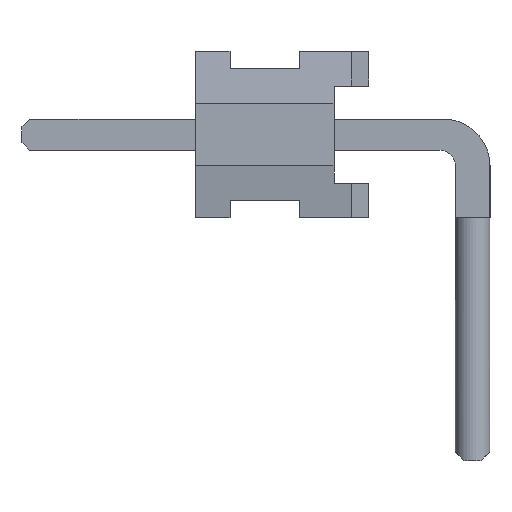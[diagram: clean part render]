
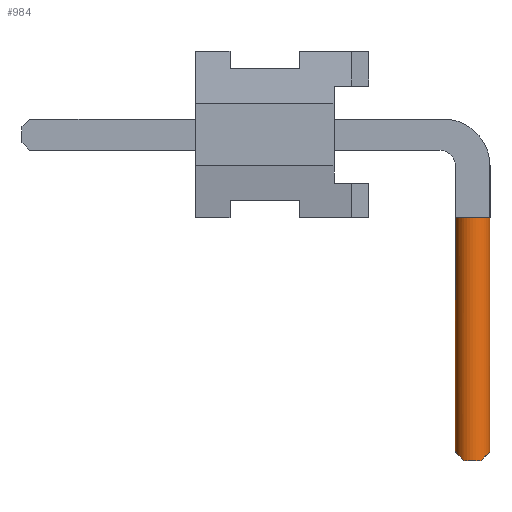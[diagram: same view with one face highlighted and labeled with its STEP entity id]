
A CAD part, left-side view. The second image highlights one B-rep face of the part: STEP entity #984.
In plain terms, the highlighted cylindrical face has radius 0.254 mm (diameter 0.508 mm), a full revolution.
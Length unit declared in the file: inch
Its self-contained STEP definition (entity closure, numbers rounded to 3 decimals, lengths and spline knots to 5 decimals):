
#984 = ADVANCED_FACE( '', ( #2085, #2086 ), #2087, .T. );
#2085 = FACE_OUTER_BOUND( '', #3301, .T. );
#2086 = FACE_OUTER_BOUND( '', #3302, .T. );
#2087 = CYLINDRICAL_SURFACE( '', #3303, 0.01 );
#3301 = EDGE_LOOP( '', ( #6187, #6188, #6189, #6190 ) );
#3302 = EDGE_LOOP( '', ( #6191, #6192, #6193, #6194 ) );
#3303 = AXIS2_PLACEMENT_3D( '', #6195, #6196, #6197 );
#6187 = ORIENTED_EDGE( '', *, *, #8701, .T. );
#6188 = ORIENTED_EDGE( '', *, *, #7919, .T. );
#6189 = ORIENTED_EDGE( '', *, *, #8702, .T. );
#6190 = ORIENTED_EDGE( '', *, *, #8703, .T. );
#6191 = ORIENTED_EDGE( '', *, *, #7923, .F. );
#6192 = ORIENTED_EDGE( '', *, *, #8704, .F. );
#6193 = ORIENTED_EDGE( '', *, *, #8705, .F. );
#6194 = ORIENTED_EDGE( '', *, *, #7499, .F. );
#6195 = CARTESIAN_POINT( '', ( -0.15, -0.06, -0.236 ) );
#6196 = DIRECTION( '', ( 0., 0., -1. ) );
#6197 = DIRECTION( '', ( 1., 0., 0. ) );
#7499 = EDGE_CURVE( '', #9018, #9019, #9020, .T. );
#7919 = EDGE_CURVE( '', #9755, #9756, #9757, .T. );
#7923 = EDGE_CURVE( '', #9760, #9018, #9763, .T. );
#8701 = EDGE_CURVE( '', #10890, #9755, #10891, .T. );
#8702 = EDGE_CURVE( '', #9756, #10892, #10893, .T. );
#8703 = EDGE_CURVE( '', #10892, #10890, #10894, .T. );
#8704 = EDGE_CURVE( '', #9824, #9760, #10895, .T. );
#8705 = EDGE_CURVE( '', #9019, #9824, #10896, .T. );
#9018 = VERTEX_POINT( '', #11259 );
#9019 = VERTEX_POINT( '', #11260 );
#9020 = CIRCLE( '', #11261, 0.01 );
#9755 = VERTEX_POINT( '', #12322 );
#9756 = VERTEX_POINT( '', #12323 );
#9757 = ELLIPSE( '', #12324, 0.01414, 0.01 );
#9760 = VERTEX_POINT( '', #12328 );
#9763 = CIRCLE( '', #12332, 0.01 );
#9824 = VERTEX_POINT( '', #12415 );
#10890 = VERTEX_POINT( '', #14000 );
#10891 = CIRCLE( '', #14001, 0.01 );
#10892 = VERTEX_POINT( '', #14002 );
#10893 = CIRCLE( '', #14003, 0.01 );
#10894 = ELLIPSE( '', #14004, 0.01414, 0.01 );
#10895 = CIRCLE( '', #14005, 0.01 );
#10896 = CIRCLE( '', #14006, 0.01 );
#11259 = CARTESIAN_POINT( '', ( -0.15, -0.05, -0.048 ) );
#11260 = CARTESIAN_POINT( '', ( -0.16, -0.06, -0.048 ) );
#11261 = AXIS2_PLACEMENT_3D( '', #14437, #14438, #14439 );
#12322 = CARTESIAN_POINT( '', ( -0.14134, -0.055, -0.188 ) );
#12323 = CARTESIAN_POINT( '', ( -0.15866, -0.055, -0.188 ) );
#12324 = AXIS2_PLACEMENT_3D( '', #14835, #14836, #14837 );
#12328 = CARTESIAN_POINT( '', ( -0.14, -0.06, -0.048 ) );
#12332 = AXIS2_PLACEMENT_3D( '', #14840, #14841, #14842 );
#12415 = CARTESIAN_POINT( '', ( -0.15, -0.07, -0.048 ) );
#14000 = CARTESIAN_POINT( '', ( -0.14134, -0.065, -0.188 ) );
#14001 = AXIS2_PLACEMENT_3D( '', #15531, #15532, #15533 );
#14002 = CARTESIAN_POINT( '', ( -0.15866, -0.065, -0.188 ) );
#14003 = AXIS2_PLACEMENT_3D( '', #15534, #15535, #15536 );
#14004 = AXIS2_PLACEMENT_3D( '', #15537, #15538, #15539 );
#14005 = AXIS2_PLACEMENT_3D( '', #15540, #15541, #15542 );
#14006 = AXIS2_PLACEMENT_3D( '', #15543, #15544, #15545 );
#14437 = CARTESIAN_POINT( '', ( -0.15, -0.06, -0.048 ) );
#14438 = DIRECTION( '', ( 0., 0., 1. ) );
#14439 = DIRECTION( '', ( 1., 0., 0. ) );
#14835 = CARTESIAN_POINT( '', ( -0.15, -0.06, -0.193 ) );
#14836 = DIRECTION( '', ( 0., -0.707, 0.707 ) );
#14837 = DIRECTION( '', ( 0., 0.707, 0.707 ) );
#14840 = CARTESIAN_POINT( '', ( -0.15, -0.06, -0.048 ) );
#14841 = DIRECTION( '', ( 0., 0., 1. ) );
#14842 = DIRECTION( '', ( 1., 0., 0. ) );
#15531 = CARTESIAN_POINT( '', ( -0.15, -0.06, -0.188 ) );
#15532 = DIRECTION( '', ( 0., 0., 1. ) );
#15533 = DIRECTION( '', ( 1., 0., 0. ) );
#15534 = CARTESIAN_POINT( '', ( -0.15, -0.06, -0.188 ) );
#15535 = DIRECTION( '', ( 0., 0., 1. ) );
#15536 = DIRECTION( '', ( 1., 0., 0. ) );
#15537 = CARTESIAN_POINT( '', ( -0.15, -0.06, -0.193 ) );
#15538 = DIRECTION( '', ( 0., 0.707, 0.707 ) );
#15539 = DIRECTION( '', ( 0., -0.707, 0.707 ) );
#15540 = CARTESIAN_POINT( '', ( -0.15, -0.06, -0.048 ) );
#15541 = DIRECTION( '', ( 0., 0., 1. ) );
#15542 = DIRECTION( '', ( 1., 0., 0. ) );
#15543 = CARTESIAN_POINT( '', ( -0.15, -0.06, -0.048 ) );
#15544 = DIRECTION( '', ( 0., 0., 1. ) );
#15545 = DIRECTION( '', ( 1., 0., 0. ) );
